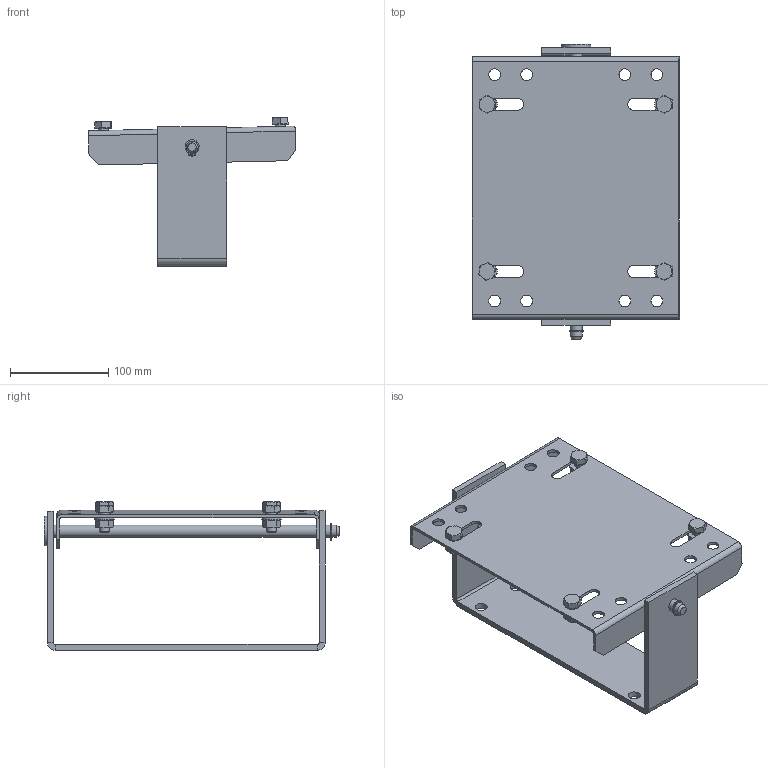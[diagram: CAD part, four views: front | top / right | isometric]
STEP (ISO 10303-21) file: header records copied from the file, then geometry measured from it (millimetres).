
FILE_DESCRIPTION (( 'STEP AP203' ), '1' );
FILE_NAME ('SKW1420.STEP', '2020-11-18T07:40:59', ( '' ), ( '' ), 'SwSTEP 2.0', 'SolidWorks 2019', '' );
FILE_SCHEMA (( 'CONFIG_CONTROL_DESIGN' ));
Length unit declared in the file: millimetre
Products named in the file (8): E10800018_Sechskantmutter DIN 934-ISO 4032_M10-A2-70_ISO - 4032 - M10 - W - N; SKW1420; Festteil_SKW1420; V10700061-1_Lagerbolzen mit Nut; E107000101 Sicherungssring_DIN 471 - 12 x 1-VA_Circlip DIN 471 - 12 x 1; E10700145_Sechskantschraube DIN 933-ISO 4017-M10 x 20-V2A_DIN EN 24018 - M10 x 20-WN; E10710027_Unterlegscheibe DIN 125 ISO 7089- A 10.5-VA_E10710027; SKW-Losteil
Assembly tree (16 placements, depth 2):
  SKW1420
    Festteil_SKW1420
    SKW-Losteil
    V10700061-1_Lagerbolzen mit Nut
    E107000101 Sicherungssring_DIN 471 - 12 x 1-VA_Circlip DIN 471 - 12 x 1
    E10700145_Sechskantschraube DIN 933-ISO 4017-M10 x 20-V2A_DIN EN 24018 - M10 x 20-WN  x4
    E10710027_Unterlegscheibe DIN 125 ISO 7089- A 10.5-VA_E10710027  x4
    E10800018_Sechskantmutter DIN 934-ISO 4032_M10-A2-70_ISO - 4032 - M10 - W - N  x4
Bounding box: 210.51 x 300 x 151.3 mm (x, y, z)
Volume: 478206.1 mm3; surface area: 246432.1 mm2
Topology: 16 solids, 16 shells, 311 faces, 691 edges, 419 vertices
Faces by surface type: plane 175, cylinder 75, cone 61
Full cylindrical faces by diameter (mm): 1.7 x2, 8.5 x4, 9 x1, 10 x8, 10.5 x4, 10.8 x1, 12 x14, 12.4 x4, 16 x8, 20 x4, 30 x1
Entity records: 5476 total; most frequent: CARTESIAN_POINT 853, DIRECTION 772, ORIENTED_EDGE 642, EDGE_CURVE 321, AXIS2_PLACEMENT_3D 304, EDGE_LOOP 240, VERTEX_POINT 221, FACE_OUTER_BOUND 182
